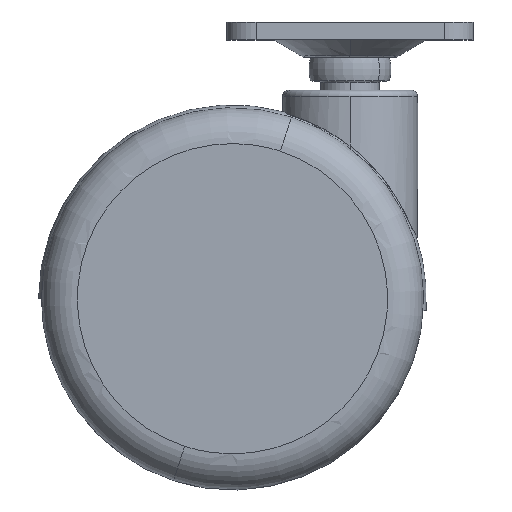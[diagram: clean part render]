
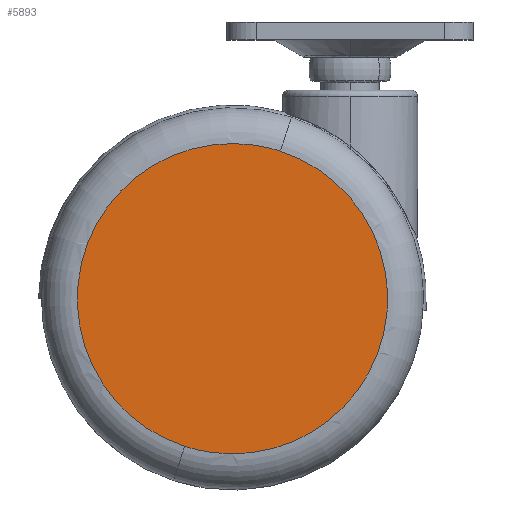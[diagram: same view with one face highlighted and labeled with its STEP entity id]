
A CAD part, top view. The second image highlights one B-rep face of the part: STEP entity #5893.
In plain terms, the highlighted planar face has unit normal (0, 0, 1).
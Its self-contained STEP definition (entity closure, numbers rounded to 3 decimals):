
#169 = CARTESIAN_POINT ( 'NONE',  ( -31.392, -59.378, 21. ) ) ;
#197 = CARTESIAN_POINT ( 'NONE',  ( -46.183, -39.294, 21. ) ) ;
#231 = CARTESIAN_POINT ( 'NONE',  ( -46.42, -34.113, 21. ) ) ;
#296 = CARTESIAN_POINT ( 'NONE',  ( -41.197, -19.668, 21. ) ) ;
#319 = CARTESIAN_POINT ( 'NONE',  ( -14.497, -61.378, 21. ) ) ;
#571 = CARTESIAN_POINT ( 'NONE',  ( -42.738, -49.025, 21. ) ) ;
#619 = DIRECTION ( 'NONE',  ( 0., 0., -1. ) ) ;
#678 = B_SPLINE_CURVE_WITH_KNOTS ( 'NONE', 3,
 ( #3747, #1178, #169, #1107, #5350, #3824, #5948, #3236, #571, #2770, #4312, #2426, #197, #5562, #231, #2356, #775, #5118, #4496, #4593, #296, #2394, #5531, #2915, #1846, #6580, #4007, #5629, #4044, #3406, #6157, #3476, #4559, #4452 ),
 .UNSPECIFIED., .F., .F.,
 ( 4, 2, 2, 2, 2, 2, 2, 2, 2, 2, 2, 2, 2, 2, 2, 2, 4 ),
 ( 0., 0.196, 0.393, 0.589, 0.785, 0.982, 1.178, 1.374, 1.571, 1.767, 1.963, 2.16, 2.356, 2.553, 2.749, 2.945, 3.142 ),
 .UNSPECIFIED. ) ;
#736 = CARTESIAN_POINT ( 'NONE',  ( 2.738, -21.975, 21. ) ) ;
#773 = CARTESIAN_POINT ( 'NONE',  ( 4.94, -26.671, 21. ) ) ;
#775 = CARTESIAN_POINT ( 'NONE',  ( -45.642, -28.985, 21. ) ) ;
#810 = CARTESIAN_POINT ( 'NONE',  ( 5.878, -29.997, 21. ) ) ;
#846 = CARTESIAN_POINT ( 'NONE',  ( -21.387, -61.92, 21. ) ) ;
#879 = CARTESIAN_POINT ( 'NONE',  ( 6.014, -40.319, 21. ) ) ;
#1107 = CARTESIAN_POINT ( 'NONE',  ( -34.407, -57.69, 21. ) ) ;
#1177 = CARTESIAN_POINT ( 'NONE',  ( -8.608, -11.622, 21. ) ) ;
#1178 = CARTESIAN_POINT ( 'NONE',  ( -29.801, -60.074, 21. ) ) ;
#1383 = CARTESIAN_POINT ( 'NONE',  ( -9.554, -59.807, 21. ) ) ;
#1414 = CARTESIAN_POINT ( 'NONE',  ( 3.878, -46.892, 21. ) ) ;
#1768 = CARTESIAN_POINT ( 'NONE',  ( -4.168, -14.303, 21. ) ) ;
#1785 = AXIS2_PLACEMENT_3D ( 'NONE', #6388, #619, #3804 ) ;
#1845 = CARTESIAN_POINT ( 'NONE',  ( 6.454, -35.151, 21. ) ) ;
#1846 = CARTESIAN_POINT ( 'NONE',  ( -33.525, -12.762, 21. ) ) ;
#2029 = EDGE_CURVE ( 'NONE', #6468, #5732, #2721, .T. ) ;
#2285 = CARTESIAN_POINT ( 'NONE',  ( -10.199, -10.926, 21. ) ) ;
#2355 = CARTESIAN_POINT ( 'NONE',  ( -1.047, -53.959, 21. ) ) ;
#2356 = CARTESIAN_POINT ( 'NONE',  ( -46.014, -30.681, 21. ) ) ;
#2393 = CARTESIAN_POINT ( 'NONE',  ( 1.802, -20.513, 21. ) ) ;
#2394 = CARTESIAN_POINT ( 'NONE',  ( -38.953, -17.041, 21. ) ) ;
#2426 = CARTESIAN_POINT ( 'NONE',  ( -45.878, -41.003, 21. ) ) ;
#2462 = CARTESIAN_POINT ( 'NONE',  ( 1.197, -51.332, 21. ) ) ;
#2492 = CARTESIAN_POINT ( 'NONE',  ( -16.206, -61.683, 21. ) ) ;
#2721 = B_SPLINE_CURVE_WITH_KNOTS ( 'NONE', 3,
 ( #4914, #2285, #1177, #4420, #1768, #3890, #3377, #2393, #736, #4042, #773, #810, #4006, #1845, #6155, #879, #6181, #5560, #1414, #5627, #2462, #2355, #2949, #3539, #3475, #1383, #6116, #319, #2492, #4625, #846, #2982, #4524, #5116 ),
 .UNSPECIFIED., .F., .F.,
 ( 4, 2, 2, 2, 2, 2, 2, 2, 2, 2, 2, 2, 2, 2, 2, 2, 4 ),
 ( 0., 0.196, 0.393, 0.589, 0.785, 0.982, 1.178, 1.374, 1.571, 1.767, 1.963, 2.16, 2.356, 2.553, 2.749, 2.945, 3.142 ),
 .UNSPECIFIED. ) ;
#2770 = CARTESIAN_POINT ( 'NONE',  ( -44.307, -45.946, 21. ) ) ;
#2773 = ORIENTED_EDGE ( 'NONE', *, *, #2029, .F. ) ;
#2915 = CARTESIAN_POINT ( 'NONE',  ( -34.987, -13.698, 21. ) ) ;
#2945 = CARTESIAN_POINT ( 'NONE',  ( -11.842, -10.392, 21. ) ) ;
#2949 = CARTESIAN_POINT ( 'NONE',  ( -2.299, -55.163, 21. ) ) ;
#2982 = CARTESIAN_POINT ( 'NONE',  ( -24.819, -61.514, 21. ) ) ;
#3236 = CARTESIAN_POINT ( 'NONE',  ( -41.802, -50.487, 21. ) ) ;
#3336 = CARTESIAN_POINT ( 'NONE',  ( -28.158, -60.608, 21. ) ) ;
#3377 = CARTESIAN_POINT ( 'NONE',  ( -0.337, -17.799, 21. ) ) ;
#3406 = CARTESIAN_POINT ( 'NONE',  ( -20.349, -9.046, 21. ) ) ;
#3475 = CARTESIAN_POINT ( 'NONE',  ( -6.475, -58.238, 21. ) ) ;
#3476 = CARTESIAN_POINT ( 'NONE',  ( -15.181, -9.486, 21. ) ) ;
#3539 = CARTESIAN_POINT ( 'NONE',  ( -5.013, -57.302, 21. ) ) ;
#3747 = CARTESIAN_POINT ( 'NONE',  ( -28.158, -60.608, 21. ) ) ;
#3804 = DIRECTION ( 'NONE',  ( -1., 0., 0. ) ) ;
#3805 = FACE_OUTER_BOUND ( 'NONE', #3834, .T. ) ;
#3824 = CARTESIAN_POINT ( 'NONE',  ( -38.459, -54.453, 21. ) ) ;
#3834 = EDGE_LOOP ( 'NONE', ( #2773, #6457 ) ) ;
#3890 = CARTESIAN_POINT ( 'NONE',  ( -1.541, -16.547, 21. ) ) ;
#4006 = CARTESIAN_POINT ( 'NONE',  ( 6.183, -31.706, 21. ) ) ;
#4007 = CARTESIAN_POINT ( 'NONE',  ( -28.829, -10.56, 21. ) ) ;
#4042 = CARTESIAN_POINT ( 'NONE',  ( 4.307, -25.054, 21. ) ) ;
#4044 = CARTESIAN_POINT ( 'NONE',  ( -23.794, -9.317, 21. ) ) ;
#4312 = CARTESIAN_POINT ( 'NONE',  ( -44.94, -44.329, 21. ) ) ;
#4420 = CARTESIAN_POINT ( 'NONE',  ( -5.593, -13.31, 21. ) ) ;
#4452 = CARTESIAN_POINT ( 'NONE',  ( -11.842, -10.392, 21. ) ) ;
#4496 = CARTESIAN_POINT ( 'NONE',  ( -43.878, -24.108, 21. ) ) ;
#4524 = CARTESIAN_POINT ( 'NONE',  ( -26.515, -61.142, 21. ) ) ;
#4559 = CARTESIAN_POINT ( 'NONE',  ( -13.485, -9.858, 21. ) ) ;
#4593 = CARTESIAN_POINT ( 'NONE',  ( -42.19, -21.093, 21. ) ) ;
#4625 = CARTESIAN_POINT ( 'NONE',  ( -19.651, -61.954, 21. ) ) ;
#4914 = CARTESIAN_POINT ( 'NONE',  ( -11.842, -10.392, 21. ) ) ;
#5116 = CARTESIAN_POINT ( 'NONE',  ( -28.158, -60.608, 21. ) ) ;
#5118 = CARTESIAN_POINT ( 'NONE',  ( -44.574, -25.699, 21. ) ) ;
#5306 = PLANE ( 'NONE',  #1785 ) ;
#5350 = CARTESIAN_POINT ( 'NONE',  ( -35.832, -56.697, 21. ) ) ;
#5531 = CARTESIAN_POINT ( 'NONE',  ( -37.701, -15.837, 21. ) ) ;
#5560 = CARTESIAN_POINT ( 'NONE',  ( 4.574, -45.301, 21. ) ) ;
#5562 = CARTESIAN_POINT ( 'NONE',  ( -46.454, -35.849, 21. ) ) ;
#5627 = CARTESIAN_POINT ( 'NONE',  ( 2.19, -49.907, 21. ) ) ;
#5629 = CARTESIAN_POINT ( 'NONE',  ( -25.503, -9.622, 21. ) ) ;
#5732 = VERTEX_POINT ( 'NONE', #3336 ) ;
#5893 = ADVANCED_FACE ( 'NONE', ( #3805 ), #5306, .F. ) ;
#5948 = CARTESIAN_POINT ( 'NONE',  ( -39.663, -53.201, 21. ) ) ;
#6116 = CARTESIAN_POINT ( 'NONE',  ( -11.171, -60.44, 21. ) ) ;
#6155 = CARTESIAN_POINT ( 'NONE',  ( 6.42, -36.887, 21. ) ) ;
#6157 = CARTESIAN_POINT ( 'NONE',  ( -18.613, -9.08, 21. ) ) ;
#6161 = EDGE_CURVE ( 'NONE', #5732, #6468, #678, .T. ) ;
#6181 = CARTESIAN_POINT ( 'NONE',  ( 5.642, -42.015, 21. ) ) ;
#6388 = CARTESIAN_POINT ( 'NONE',  ( -20., -35.5, 21. ) ) ;
#6457 = ORIENTED_EDGE ( 'NONE', *, *, #6161, .F. ) ;
#6468 = VERTEX_POINT ( 'NONE', #2945 ) ;
#6580 = CARTESIAN_POINT ( 'NONE',  ( -30.446, -11.193, 21. ) ) ;
